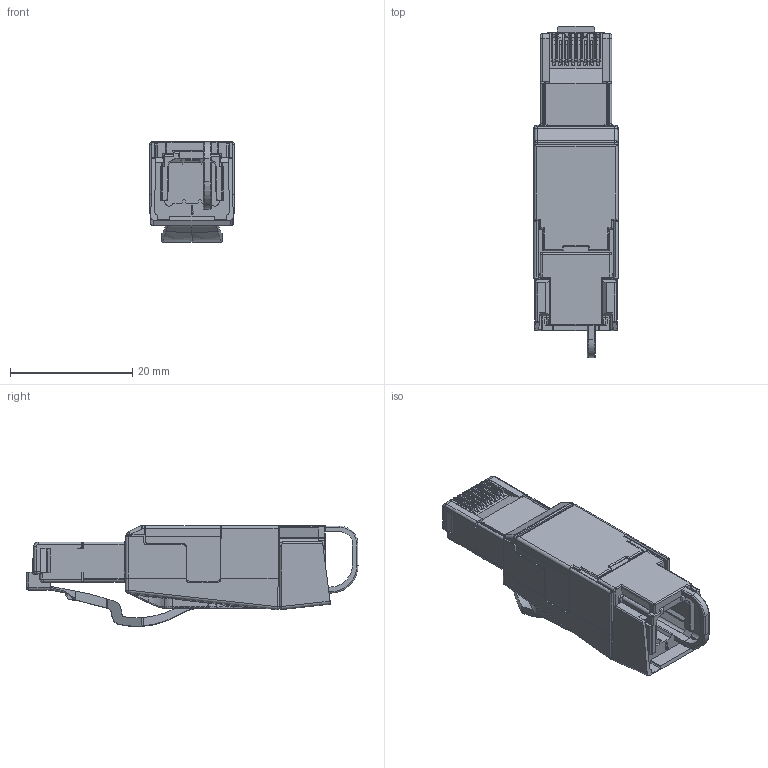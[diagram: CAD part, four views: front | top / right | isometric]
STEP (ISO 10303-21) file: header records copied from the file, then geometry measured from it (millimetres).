
FILE_DESCRIPTION(/* description */ (''),/* implementation_level */ '2;1');
FILE_NAME(/* name */ '5025036__RJ-45_Stecker_part_266932.stp',/* time_stamp */ '2016-09-09T10:23:56+02:00',/* author */ (''),/* organization */ (''),/* preprocessor_version */ 'ST-DEVELOPER v16',/* originating_system */ 'SIEMENS PLM Software NX 10.0',/* authorisation */ '');
FILE_SCHEMA (('AUTOMOTIVE_DESIGN { 1 0 10303 214 3 1 1 1 }'));
Products named in the file (1): 5025036__RJ-45_Stecker_part_266932
Bounding box: 13.8 x 54.31 x 16.51 mm (x, y, z)
Volume: 6240.4 mm3; surface area: 4521.3 mm2
Topology: 1 solids, 1 shells, 1567 faces, 4243 edges, 2669 vertices
Faces by surface type: plane 781, cylinder 521, bspline 206, cone 20, sphere 20, torus 15, extrusion 4
Full cylindrical faces by diameter (mm): 2.3 x2
Entity records: 66281 total; most frequent: CARTESIAN_POINT 28249, ORIENTED_EDGE 8440, DIRECTION 7266, EDGE_CURVE 4220, VECTOR 2810, LINE 2806, VERTEX_POINT 2666, AXIS2_PLACEMENT_3D 2228
